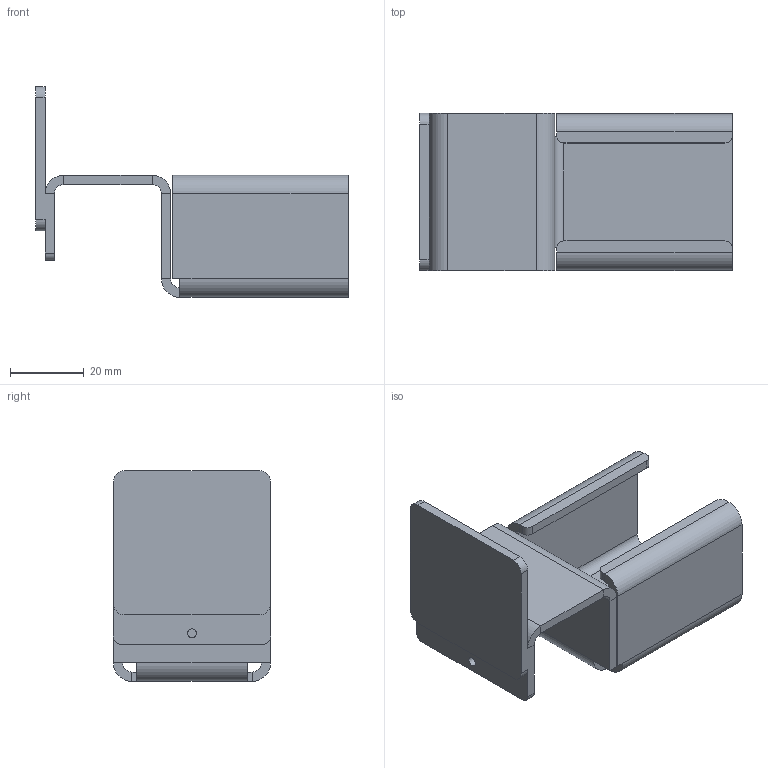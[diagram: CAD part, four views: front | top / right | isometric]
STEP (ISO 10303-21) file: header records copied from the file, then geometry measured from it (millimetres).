
FILE_DESCRIPTION(/* description */ ('Držák rol. lišty s dorazem'),/* implementation_level */ '2;1');
FILE_NAME(/* name */ '350024.stp',/* time_stamp */ '2019-04-13T13:21:54+02:00',/* author */ ('Nockin'),/* organization */ ('Alutec K&K'),/* preprocessor_version */ 'ST-DEVELOPER v17',/* originating_system */ 'Autodesk Inventor 2018',/* authorisation */ '');
FILE_SCHEMA (('AUTOMOTIVE_DESIGN { 1 0 10303 214 3 1 1 }'));
Length unit declared in the file: millimetre
Products named in the file (1): 4721-154-drzak_rol._listy
Bounding box: 84.5 x 42.5 x 57 mm (x, y, z)
Volume: 25310.4 mm3; surface area: 21070.8 mm2
Topology: 1 solids, 1 shells, 83 faces, 188 edges, 107 vertices
Faces by surface type: plane 58, cylinder 25
Full cylindrical faces by diameter (mm): 2.459 x1
Entity records: 2296 total; most frequent: DIRECTION 407, CARTESIAN_POINT 379, ORIENTED_EDGE 376, EDGE_CURVE 188, LINE 137, VECTOR 137, AXIS2_PLACEMENT_3D 135, VERTEX_POINT 107
